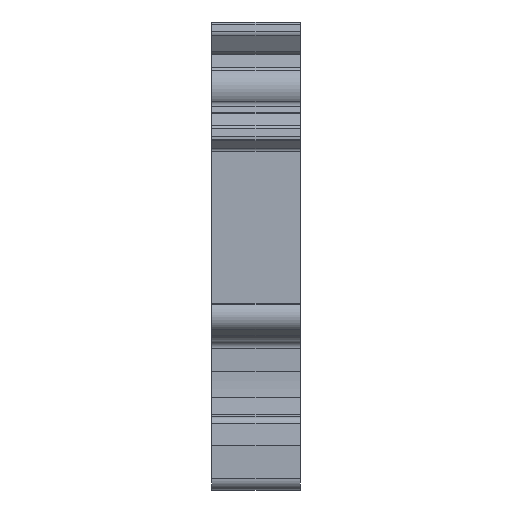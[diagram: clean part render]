
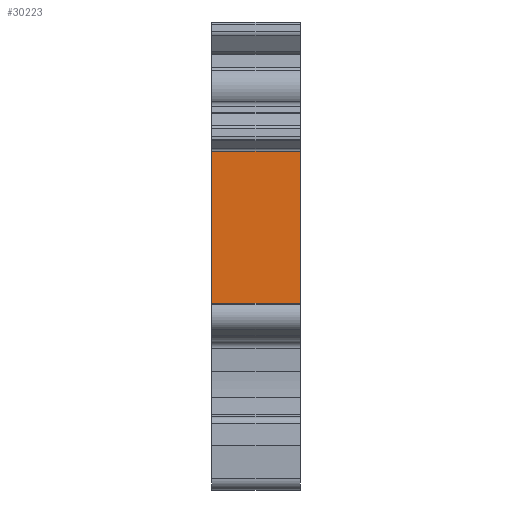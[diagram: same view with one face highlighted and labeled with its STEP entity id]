
A CAD part, left-side view. The second image highlights one B-rep face of the part: STEP entity #30223.
In plain terms, the highlighted planar face has unit normal (-1, 0, 0).
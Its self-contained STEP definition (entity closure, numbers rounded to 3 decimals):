
#708 = CARTESIAN_POINT ( 'NONE',  ( -47.085, 0., 23.288 ) ) ;
#860 = CARTESIAN_POINT ( 'NONE',  ( -47.085, 8., 9.575 ) ) ;
#971 = VECTOR ( 'NONE', #35505, 1000. ) ;
#1363 = ORIENTED_EDGE ( 'NONE', *, *, #21043, .F. ) ;
#1788 = LINE ( 'NONE', #29362, #22934 ) ;
#3126 = LINE ( 'NONE', #39012, #3369 ) ;
#3369 = VECTOR ( 'NONE', #24005, 1000. ) ;
#3740 = DIRECTION ( 'NONE',  ( 0., 0., 1. ) ) ;
#4211 = PLANE ( 'NONE',  #5787 ) ;
#4752 = ORIENTED_EDGE ( 'NONE', *, *, #37752, .T. ) ;
#5227 = EDGE_LOOP ( 'NONE', ( #22643, #1363, #6851, #4752 ) ) ;
#5787 = AXIS2_PLACEMENT_3D ( 'NONE', #860, #16225, #36519 ) ;
#6851 = ORIENTED_EDGE ( 'NONE', *, *, #18937, .F. ) ;
#7872 = DIRECTION ( 'NONE',  ( 0., -1., 0. ) ) ;
#12258 = CARTESIAN_POINT ( 'NONE',  ( -47.085, 8., 23.288 ) ) ;
#13124 = EDGE_CURVE ( 'NONE', #21450, #28345, #3126, .T. ) ;
#14239 = CARTESIAN_POINT ( 'NONE',  ( -47.085, 8., 23.288 ) ) ;
#16225 = DIRECTION ( 'NONE',  ( 1., 0., 0. ) ) ;
#18937 = EDGE_CURVE ( 'NONE', #24835, #38243, #31102, .T. ) ;
#21043 = EDGE_CURVE ( 'NONE', #38243, #28345, #32741, .T. ) ;
#21450 = VERTEX_POINT ( 'NONE', #27347 ) ;
#22643 = ORIENTED_EDGE ( 'NONE', *, *, #13124, .T. ) ;
#22934 = VECTOR ( 'NONE', #7872, 1000. ) ;
#24005 = DIRECTION ( 'NONE',  ( 0., 0., 1. ) ) ;
#24835 = VERTEX_POINT ( 'NONE', #28157 ) ;
#27347 = CARTESIAN_POINT ( 'NONE',  ( -47.085, 0., 9.575 ) ) ;
#28157 = CARTESIAN_POINT ( 'NONE',  ( -47.085, 8., 9.575 ) ) ;
#28345 = VERTEX_POINT ( 'NONE', #708 ) ;
#28441 = FACE_OUTER_BOUND ( 'NONE', #5227, .T. ) ;
#29362 = CARTESIAN_POINT ( 'NONE',  ( -47.085, 8., 9.575 ) ) ;
#30223 = ADVANCED_FACE ( 'NONE', ( #28441 ), #4211, .F. ) ;
#31102 = LINE ( 'NONE', #33482, #33739 ) ;
#32741 = LINE ( 'NONE', #14239, #971 ) ;
#33482 = CARTESIAN_POINT ( 'NONE',  ( -47.085, 8., 9.575 ) ) ;
#33739 = VECTOR ( 'NONE', #3740, 1000. ) ;
#35505 = DIRECTION ( 'NONE',  ( 0., -1., 0. ) ) ;
#36519 = DIRECTION ( 'NONE',  ( 0., 0., -1. ) ) ;
#37752 = EDGE_CURVE ( 'NONE', #24835, #21450, #1788, .T. ) ;
#38243 = VERTEX_POINT ( 'NONE', #12258 ) ;
#39012 = CARTESIAN_POINT ( 'NONE',  ( -47.085, 0., 9.575 ) ) ;
